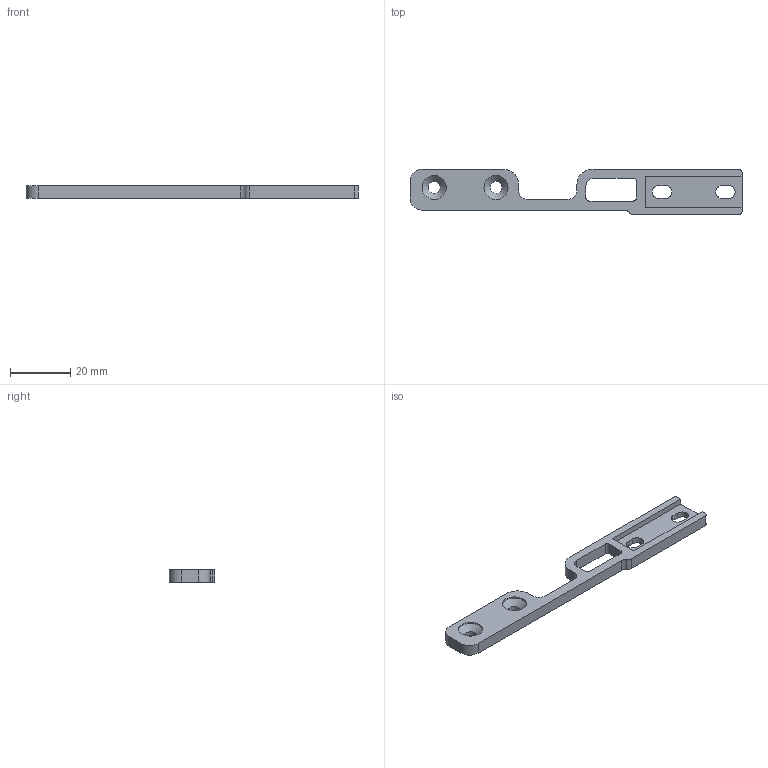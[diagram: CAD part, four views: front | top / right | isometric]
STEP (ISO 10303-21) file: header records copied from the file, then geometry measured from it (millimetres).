
FILE_DESCRIPTION(/* description */ (''),/* implementation_level */ '2;1');
FILE_NAME(/* name */ 'support surefire v2.step',/* time_stamp */ '2023-01-08T11:47:46+01:00',/* author */ (''),/* organization */ (''),/* preprocessor_version */ 'ST-DEVELOPER v19.2',/* originating_system */ 'Autodesk Translation Framework v11.17.0.187',/* authorisation */ '');
FILE_SCHEMA (('AUTOMOTIVE_DESIGN { 1 0 10303 214 3 1 1 }'));
Length unit declared in the file: millimetre
Products named in the file (1): support surefire
Bounding box: 110 x 15 x 4 mm (x, y, z)
Volume: 3903.1 mm3; surface area: 3785.1 mm2
Topology: 1 solids, 1 shells, 49 faces, 139 edges, 92 vertices
Faces by surface type: plane 25, cylinder 22, cone 2
Full cylindrical faces by diameter (mm): 4 x2, 8 x2
Entity records: 1656 total; most frequent: DIRECTION 285, CARTESIAN_POINT 281, ORIENTED_EDGE 278, EDGE_CURVE 139, AXIS2_PLACEMENT_3D 96, LINE 93, VECTOR 93, VERTEX_POINT 92
